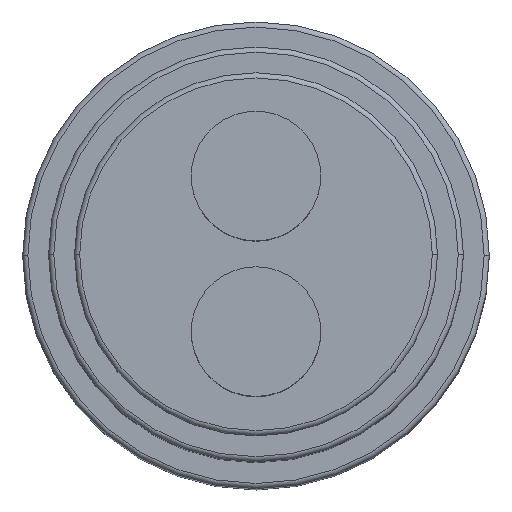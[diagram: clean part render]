
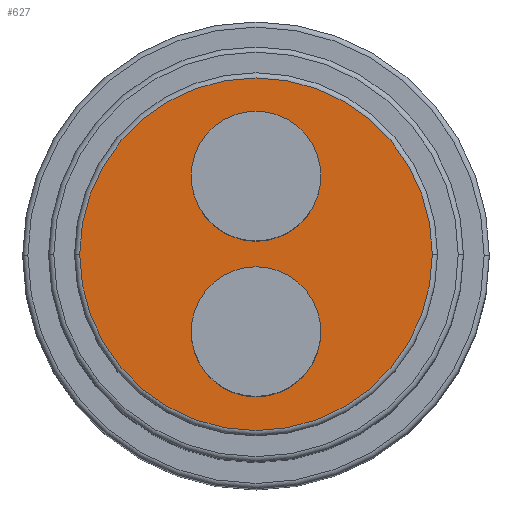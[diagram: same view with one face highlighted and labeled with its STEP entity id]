
A CAD part, top view. The second image highlights one B-rep face of the part: STEP entity #627.
In plain terms, the highlighted planar face has unit normal (0, 0, 1).
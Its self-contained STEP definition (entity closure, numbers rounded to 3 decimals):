
#189=CARTESIAN_POINT('',(0.,3.,53.));
#190=DIRECTION('',(0.,0.,1.));
#191=DIRECTION('',(1.,0.,0.));
#192=AXIS2_PLACEMENT_3D('',#189,#190,#191);
#194=CARTESIAN_POINT('',(0.,3.,53.));
#195=DIRECTION('',(0.,0.,1.));
#196=DIRECTION('',(-1.,0.,0.));
#197=AXIS2_PLACEMENT_3D('',#194,#195,#196);
#199=CARTESIAN_POINT('',(0.,-3.,53.));
#200=DIRECTION('',(0.,0.,-1.));
#201=DIRECTION('',(1.,0.,0.));
#202=AXIS2_PLACEMENT_3D('',#199,#200,#201);
#204=CARTESIAN_POINT('',(0.,-3.,53.));
#205=DIRECTION('',(0.,0.,-1.));
#206=DIRECTION('',(-1.,0.,0.));
#207=AXIS2_PLACEMENT_3D('',#204,#205,#206);
#209=CARTESIAN_POINT('',(0.,0.,53.));
#210=DIRECTION('',(0.,0.,1.));
#211=DIRECTION('',(-1.,0.,0.));
#212=AXIS2_PLACEMENT_3D('',#209,#210,#211);
#214=CARTESIAN_POINT('',(0.,0.,53.));
#215=DIRECTION('',(0.,0.,1.));
#216=DIRECTION('',(1.,0.,0.));
#217=AXIS2_PLACEMENT_3D('',#214,#215,#216);
#300=CARTESIAN_POINT('',(2.5,3.,53.));
#301=CARTESIAN_POINT('',(-2.5,3.,53.));
#302=VERTEX_POINT('',#300);
#303=VERTEX_POINT('',#301);
#308=CARTESIAN_POINT('',(2.5,-3.,53.));
#309=CARTESIAN_POINT('',(-2.5,-3.,53.));
#310=VERTEX_POINT('',#308);
#311=VERTEX_POINT('',#309);
#336=CARTESIAN_POINT('',(-6.8,0.,53.));
#337=CARTESIAN_POINT('',(6.8,0.,53.));
#338=VERTEX_POINT('',#336);
#339=VERTEX_POINT('',#337);
#605=CARTESIAN_POINT('',(0.,0.,53.));
#606=DIRECTION('',(0.,0.,1.));
#607=DIRECTION('',(1.,0.,0.));
#608=AXIS2_PLACEMENT_3D('',#605,#606,#607);
#609=PLANE('',#608);
#611=ORIENTED_EDGE('',*,*,#610,.F.);
#612=ORIENTED_EDGE('',*,*,#588,.F.);
#613=EDGE_LOOP('',(#611,#612));
#614=FACE_OUTER_BOUND('',#613,.F.);
#616=ORIENTED_EDGE('',*,*,#615,.T.);
#618=ORIENTED_EDGE('',*,*,#617,.T.);
#619=EDGE_LOOP('',(#616,#618));
#620=FACE_BOUND('',#619,.F.);
#622=ORIENTED_EDGE('',*,*,#621,.F.);
#624=ORIENTED_EDGE('',*,*,#623,.F.);
#625=EDGE_LOOP('',(#622,#624));
#626=FACE_BOUND('',#625,.F.);
#627=ADVANCED_FACE('',(#614,#620,#626),#609,.T.);
#193=CIRCLE('',#192,2.5);
#198=CIRCLE('',#197,2.5);
#203=CIRCLE('',#202,2.5);
#208=CIRCLE('',#207,2.5);
#213=CIRCLE('',#212,6.8);
#218=CIRCLE('',#217,6.8);
#588=EDGE_CURVE('',#339,#338,#218,.T.);
#610=EDGE_CURVE('',#338,#339,#213,.T.);
#615=EDGE_CURVE('',#302,#303,#193,.T.);
#617=EDGE_CURVE('',#303,#302,#198,.T.);
#621=EDGE_CURVE('',#310,#311,#203,.T.);
#623=EDGE_CURVE('',#311,#310,#208,.T.);
